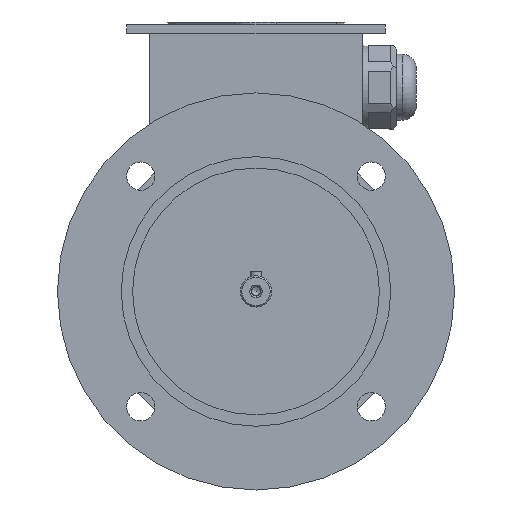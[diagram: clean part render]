
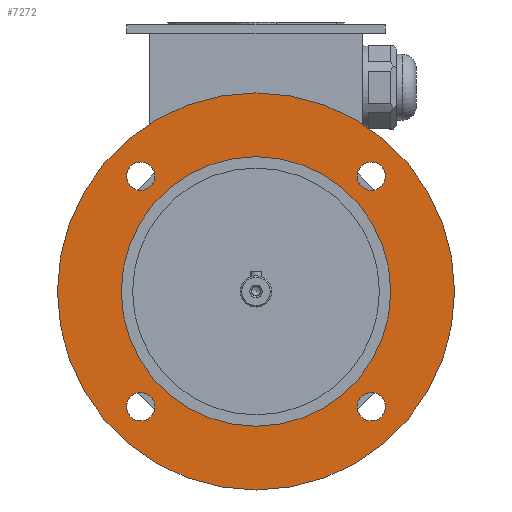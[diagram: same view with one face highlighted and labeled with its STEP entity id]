
A CAD part, front view. The second image highlights one B-rep face of the part: STEP entity #7272.
In plain terms, the highlighted planar face has unit normal (0, -1, 0).
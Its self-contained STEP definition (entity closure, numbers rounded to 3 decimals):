
#218=CIRCLE('',#7565,5.);
#220=CIRCLE('',#7568,5.);
#222=CIRCLE('',#7571,5.);
#227=CIRCLE('',#7578,47.5);
#237=CIRCLE('',#7602,5.);
#238=CIRCLE('',#7603,70.);
#513=ORIENTED_EDGE('',*,*,#2044,.F.);
#514=ORIENTED_EDGE('',*,*,#2046,.F.);
#515=ORIENTED_EDGE('',*,*,#2048,.F.);
#516=ORIENTED_EDGE('',*,*,#2073,.F.);
#517=ORIENTED_EDGE('',*,*,#2074,.F.);
#518=ORIENTED_EDGE('',*,*,#2053,.T.);
#2044=EDGE_CURVE('',#2834,#2834,#218,.T.);
#2046=EDGE_CURVE('',#2836,#2836,#220,.T.);
#2048=EDGE_CURVE('',#2838,#2838,#222,.T.);
#2053=EDGE_CURVE('',#2843,#2843,#227,.T.);
#2073=EDGE_CURVE('',#2860,#2860,#237,.T.);
#2074=EDGE_CURVE('',#2861,#2861,#238,.T.);
#2834=VERTEX_POINT('',#9730);
#2836=VERTEX_POINT('',#9735);
#2838=VERTEX_POINT('',#9740);
#2843=VERTEX_POINT('',#9752);
#2860=VERTEX_POINT('',#9979);
#2861=VERTEX_POINT('',#9981);
#4322=EDGE_LOOP('',(#513));
#4323=EDGE_LOOP('',(#514));
#4324=EDGE_LOOP('',(#515));
#4325=EDGE_LOOP('',(#516));
#4326=EDGE_LOOP('',(#517));
#4327=EDGE_LOOP('',(#518));
#4664=FACE_BOUND('',#4322,.T.);
#4665=FACE_BOUND('',#4323,.T.);
#4666=FACE_BOUND('',#4324,.T.);
#4667=FACE_BOUND('',#4325,.T.);
#4668=FACE_BOUND('',#4326,.T.);
#4669=FACE_BOUND('',#4327,.T.);
#4978=PLANE('',#7601);
#7272=ADVANCED_FACE('',(#4664,#4665,#4666,#4667,#4668,#4669),#4978,.F.);
#7565=AXIS2_PLACEMENT_3D('',#9729,#8145,#8146);
#7568=AXIS2_PLACEMENT_3D('',#9734,#8151,#8152);
#7571=AXIS2_PLACEMENT_3D('',#9739,#8157,#8158);
#7578=AXIS2_PLACEMENT_3D('',#9751,#8171,#8172);
#7601=AXIS2_PLACEMENT_3D('',#9977,#8225,#8226);
#7602=AXIS2_PLACEMENT_3D('',#9978,#8227,#8228);
#7603=AXIS2_PLACEMENT_3D('',#9980,#8229,#8230);
#8145=DIRECTION('',(0.,-1.,0.));
#8146=DIRECTION('',(0.,0.,1.));
#8151=DIRECTION('',(0.,-1.,0.));
#8152=DIRECTION('',(-1.,0.,0.));
#8157=DIRECTION('',(0.,-1.,0.));
#8158=DIRECTION('',(0.,0.,-1.));
#8171=DIRECTION('',(0.,1.,0.));
#8172=DIRECTION('',(0.,0.,1.));
#8225=DIRECTION('',(0.,1.,0.));
#8226=DIRECTION('',(0.,0.,1.));
#8227=DIRECTION('',(0.,-1.,0.));
#8228=DIRECTION('',(1.,0.,0.));
#8229=DIRECTION('',(0.,1.,0.));
#8230=DIRECTION('',(1.,0.,0.));
#9729=CARTESIAN_POINT('',(-40.659,-21.,-40.659));
#9730=CARTESIAN_POINT('',(-40.659,-21.,-35.659));
#9734=CARTESIAN_POINT('',(40.659,-21.,-40.659));
#9735=CARTESIAN_POINT('',(35.659,-21.,-40.659));
#9739=CARTESIAN_POINT('',(40.659,-21.,40.659));
#9740=CARTESIAN_POINT('',(40.659,-21.,35.659));
#9751=CARTESIAN_POINT('',(0.,-21.,0.));
#9752=CARTESIAN_POINT('',(0.,-21.,47.5));
#9977=CARTESIAN_POINT('',(0.,-21.,0.));
#9978=CARTESIAN_POINT('',(-40.659,-21.,40.659));
#9979=CARTESIAN_POINT('',(-35.659,-21.,40.659));
#9980=CARTESIAN_POINT('',(0.,-21.,0.));
#9981=CARTESIAN_POINT('',(70.,-21.,0.));
